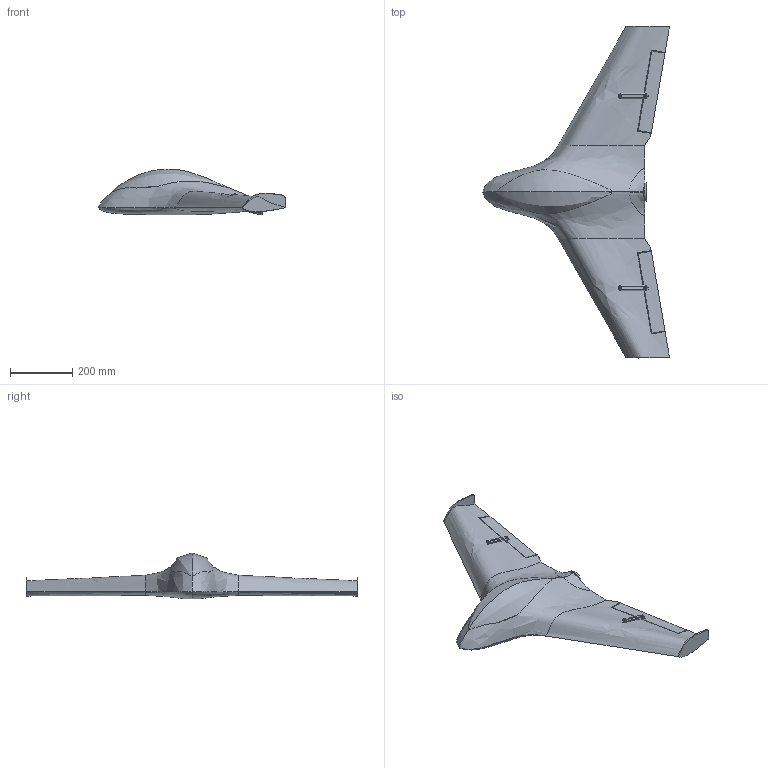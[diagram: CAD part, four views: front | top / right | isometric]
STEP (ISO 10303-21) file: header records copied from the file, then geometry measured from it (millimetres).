
FILE_DESCRIPTION(('FreeCAD Model'),'2;1');
FILE_NAME('Open CASCADE Shape Model','2025-04-27T10:57:39',('FreeCAD'),( 'FreeCAD'),'Open CASCADE STEP processor 7.6','FreeCAD','Unknown');
FILE_SCHEMA(('AUTOMOTIVE_DESIGN { 1 0 10303 214 1 1 1 1 }'));
Length unit declared in the file: millimetre
Products named in the file (1): Open CASCADE STEP translator 7.6 1
Bounding box: 600 x 1066 x 147.66 mm (x, y, z)
Volume: 13699323.7 mm3; surface area: 689139.6 mm2
Topology: 1 solids, 1 shells, 139 faces, 390 edges, 253 vertices
Faces by surface type: plane 65, cylinder 32, bspline 30, torus 8, cone 4
Full cylindrical faces by diameter (mm): 1.8 x4, 2.9 x4, 3.6 x10
Entity records: 8305 total; most frequent: CARTESIAN_POINT 4988, ORIENTED_EDGE 776, DIRECTION 552, EDGE_CURVE 388, VERTEX_POINT 253, AXIS2_PLACEMENT_3D 212, FACE_BOUND 165, EDGE_LOOP 165
